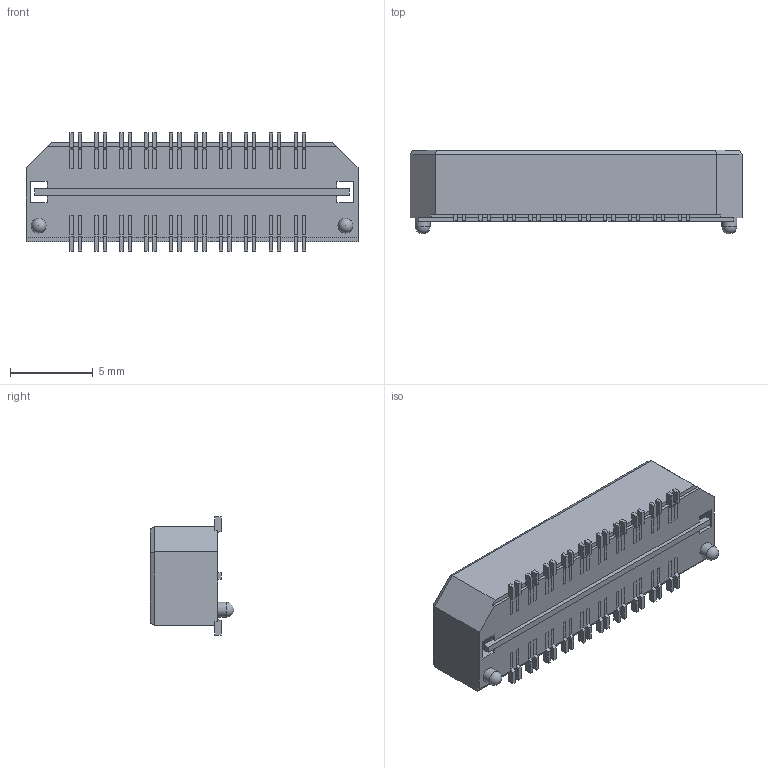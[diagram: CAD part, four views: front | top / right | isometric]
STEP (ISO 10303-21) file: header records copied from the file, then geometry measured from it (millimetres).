
FILE_DESCRIPTION(/* description */ ('STEP AP214'),/* implementation_level */ '2;1');
FILE_NAME(/* name */ 'QTH-020-01-F-D-DP-A',/* time_stamp */ '2024-08-04T01:19:11+02:00',/* author */ ('License CC BY-ND 4.0'),/* organization */ ('CADENAS'),/* preprocessor_version */ 'ST-DEVELOPER v19.3',/* originating_system */ 'PARTsolutions',/* authorisation */ ' ');
FILE_SCHEMA (('AUTOMOTIVE_DESIGN {1 0 10303 214 3 1 1}'));
Length unit declared in the file: inch
Products named in the file (5): QTH-020-01-F-D-DP-A; TQTH-020-01-F-D-DP-A_terminal; T-1S39-01(-020-01-D-DP-F)_pin; T-1S39-01(-020-01-D-DP)_pin2; T-1G1-01_imp
Assembly tree (4 placements, depth 2):
  QTH-020-01-F-D-DP-A
    TQTH-020-01-F-D-DP-A_terminal
    T-1S39-01(-020-01-D-DP-F)_pin
    T-1S39-01(-020-01-D-DP)_pin2
    T-1G1-01_imp
Bounding box: 20 x 5.03 x 7.11 mm (x, y, z)
Volume: 328.3 mm3; surface area: 1343.4 mm2
Topology: 4 solids, 4 shells, 1080 faces, 3206 edges, 2134 vertices
Faces by surface type: plane 1034, cylinder 44, sphere 2
Full cylindrical faces by diameter (mm): 0.889 x2
Entity records: 35546 total; most frequent: CARTESIAN_POINT 6413, ORIENTED_EDGE 6396, DIRECTION 5460, EDGE_CURVE 3198, LINE 3106, VECTOR 3106, VERTEX_POINT 2130, AXIS2_PLACEMENT_3D 1177
